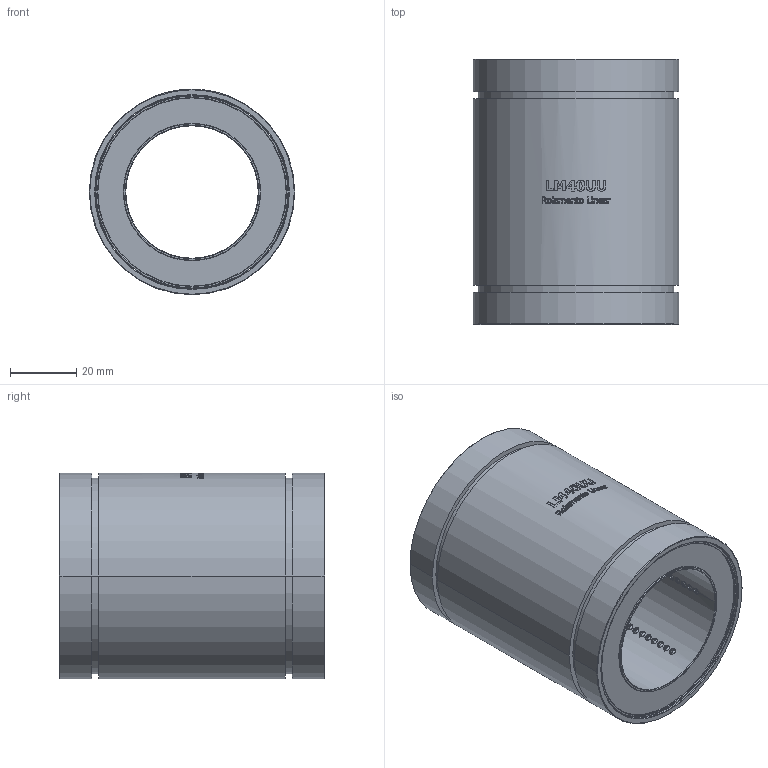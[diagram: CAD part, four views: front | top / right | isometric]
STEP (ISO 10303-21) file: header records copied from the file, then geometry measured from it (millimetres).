
FILE_DESCRIPTION (( 'STEP AP214' ), '1' );
FILE_NAME ('LM40UU.STEP', '2021-09-07T22:15:19', ( '' ), ( '' ), 'SwSTEP 2.0', 'SolidWorks 2019', '' );
FILE_SCHEMA (( 'AUTOMOTIVE_DESIGN' ));
Length unit declared in the file: millimetre
Products named in the file (1): LM40UU
Bounding box: 62 x 80 x 62 mm (x, y, z)
Volume: 134682.8 mm3; surface area: 63827.5 mm2
Topology: 152 solids, 152 shells, 968 faces, 3411 edges, 2286 vertices
Faces by surface type: sphere 600, plane 149, bspline 140, cylinder 55, cone 24
Entity records: 42236 total; most frequent: CARTESIAN_POINT 17071, ORIENTED_EDGE 4678, DIRECTION 4467, EDGE_CURVE 2339, AXIS2_PLACEMENT_3D 1971, VERTEX_POINT 1814, EDGE_LOOP 1399, CIRCLE 1142
